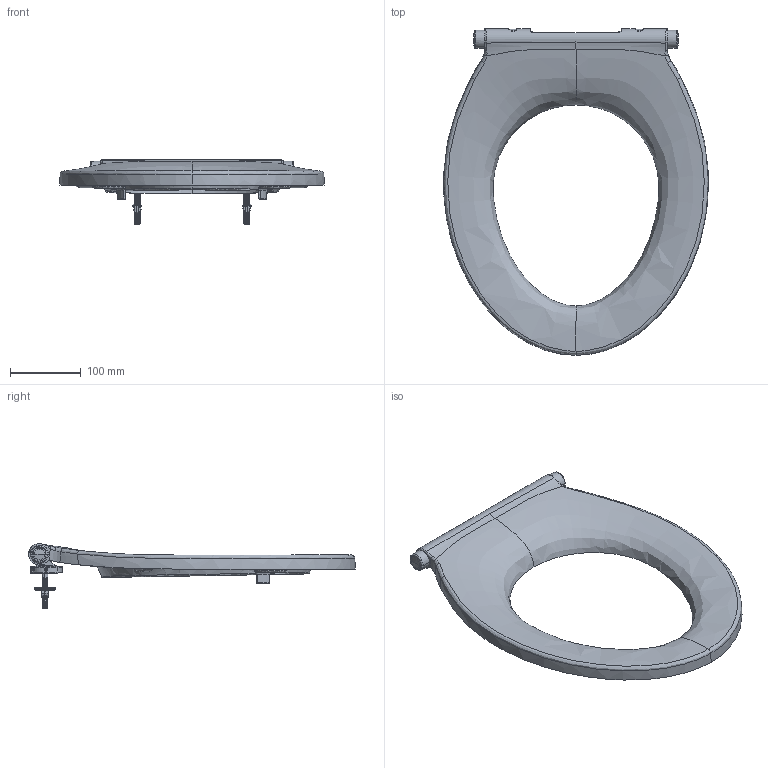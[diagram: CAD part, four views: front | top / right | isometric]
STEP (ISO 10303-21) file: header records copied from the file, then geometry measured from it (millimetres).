
FILE_DESCRIPTION(/* description */ (''),/* implementation_level */ '2;1');
FILE_NAME(/* name */ 'STEP - U7390_1813643, 1813644, 1813645',/* time_stamp */ '2024-12-03T09:10:10+11:00',/* author */ (''),/* organization */ (''),/* preprocessor_version */ 'ST-DEVELOPER v16.5',/* originating_system */ 'Rhino 7.37',/* authorisation */ '');
FILE_SCHEMA (('AUTOMOTIVE_DESIGN'));
Products named in the file (1): Document
Bounding box: 374.87 x 463.1 x 91.59 mm (x, y, z)
Volume: 149798.1 mm3; surface area: 359900.6 mm2
Topology: 34 solids, 36 shells, 3572 faces, 8577 edges, 5194 vertices
Faces by surface type: bspline 1508, cylinder 1318, plane 746
Entity records: 220898 total; most frequent: CARTESIAN_POINT 167523, ORIENTED_EDGE 17059, EDGE_CURVE 8537, VERTEX_POINT 5194, B_SPLINE_CURVE_WITH_KNOTS 4894, EDGE_LOOP 3811, ADVANCED_FACE 3572, FACE_OUTER_BOUND 3572
